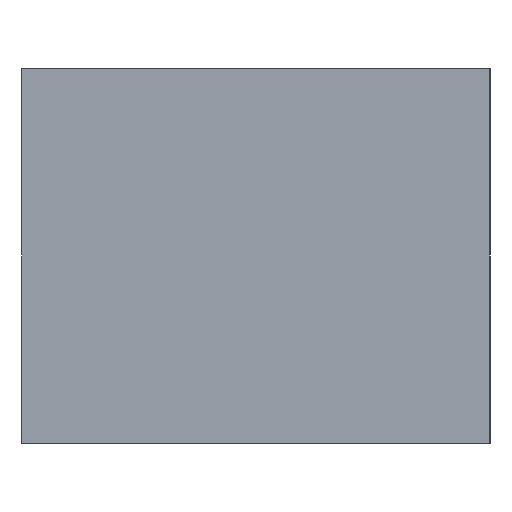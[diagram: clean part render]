
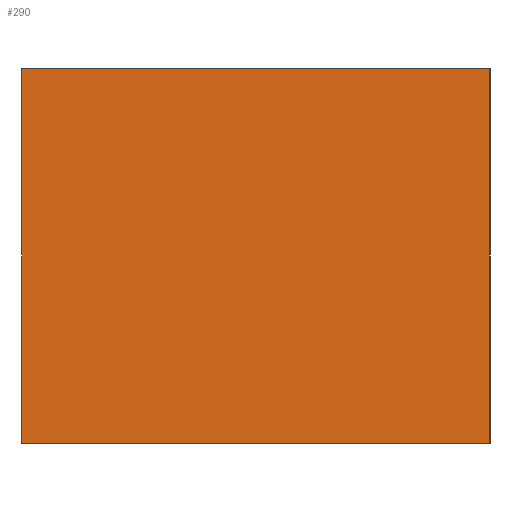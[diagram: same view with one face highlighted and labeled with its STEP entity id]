
A CAD part, left-side view. The second image highlights one B-rep face of the part: STEP entity #290.
In plain terms, the highlighted planar face has unit normal (-1, 0, 0).
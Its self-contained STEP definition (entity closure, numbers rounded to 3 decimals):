
#42=FACE_OUTER_BOUND('',#60,.T.);
#60=EDGE_LOOP('',(#205,#206,#207,#208));
#80=LINE('',#433,#112);
#81=LINE('',#436,#113);
#82=LINE('',#438,#114);
#83=LINE('',#439,#115);
#112=VECTOR('',#346,40.);
#113=VECTOR('',#349,50.);
#114=VECTOR('',#350,50.);
#115=VECTOR('',#351,40.);
#141=VERTEX_POINT('',#426);
#144=VERTEX_POINT('',#431);
#145=VERTEX_POINT('',#435);
#146=VERTEX_POINT('',#437);
#168=EDGE_CURVE('',#141,#144,#80,.T.);
#169=EDGE_CURVE('',#145,#141,#81,.T.);
#170=EDGE_CURVE('',#146,#144,#82,.T.);
#171=EDGE_CURVE('',#145,#146,#83,.T.);
#205=ORIENTED_EDGE('',*,*,#169,.T.);
#206=ORIENTED_EDGE('',*,*,#168,.T.);
#207=ORIENTED_EDGE('',*,*,#170,.F.);
#208=ORIENTED_EDGE('',*,*,#171,.F.);
#274=PLANE('',#313);
#290=ADVANCED_FACE('',(#42),#274,.T.);
#313=AXIS2_PLACEMENT_3D('',#434,#347,#348);
#346=DIRECTION('',(0.,0.,1.));
#347=DIRECTION('center_axis',(-1.,0.,0.));
#348=DIRECTION('ref_axis',(0.,0.,1.));
#349=DIRECTION('',(0.,-1.,0.));
#350=DIRECTION('',(0.,-1.,0.));
#351=DIRECTION('',(0.,0.,1.));
#426=CARTESIAN_POINT('',(-2.217,-0.25,0.));
#431=CARTESIAN_POINT('',(-2.217,-0.25,2.));
#433=CARTESIAN_POINT('',(-2.217,-0.25,0.));
#434=CARTESIAN_POINT('Origin',(-2.217,2.25,0.));
#435=CARTESIAN_POINT('',(-2.217,2.25,0.));
#436=CARTESIAN_POINT('',(-2.217,2.25,0.));
#437=CARTESIAN_POINT('',(-2.217,2.25,2.));
#438=CARTESIAN_POINT('',(-2.217,2.25,2.));
#439=CARTESIAN_POINT('',(-2.217,2.25,0.));
